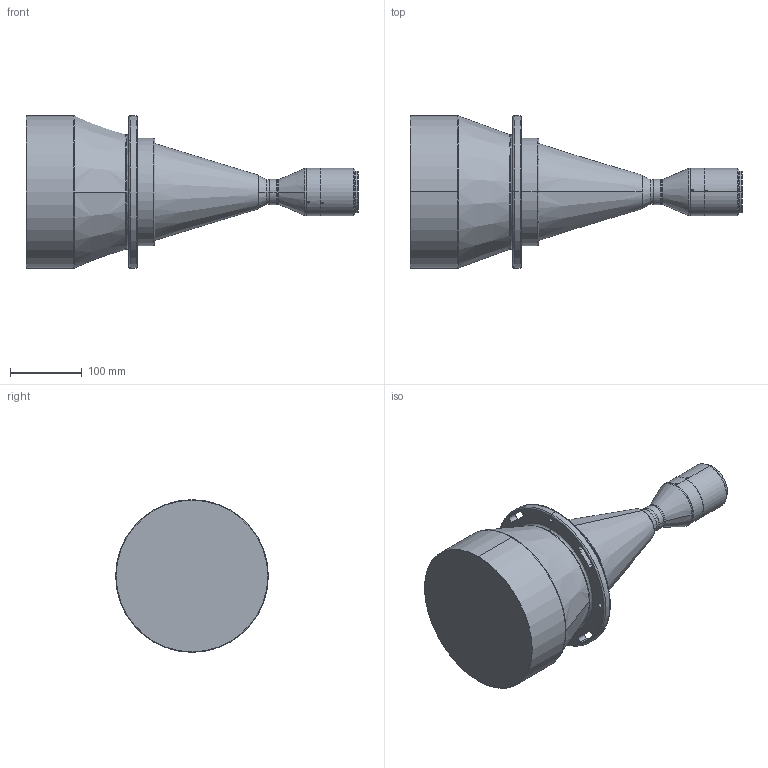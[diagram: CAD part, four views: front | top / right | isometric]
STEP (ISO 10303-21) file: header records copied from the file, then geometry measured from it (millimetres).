
FILE_DESCRIPTION (( 'STEP AP203' ), '1' );
FILE_NAME ('DTCM175-170-M58-AL.STEP', '2019-11-14T07:59:40', ( 'Windows 蚚誧' ), ( '' ), 'SwSTEP 2.0', 'SolidWorks 2017', '' );
FILE_SCHEMA (( 'CONFIG_CONTROL_DESIGN' ));
Length unit declared in the file: millimetre
Products named in the file (1): DTCM175-170-M58-AL
Bounding box: 461.7 x 212 x 212 mm (x, y, z)
Volume: 6597850.9 mm3; surface area: 256923.5 mm2
Topology: 1 solids, 1 shells, 126 faces, 310 edges, 190 vertices
Faces by surface type: cylinder 66, cone 30, bspline 18, plane 12
Entity records: 4683 total; most frequent: CARTESIAN_POINT 1691, DIRECTION 638, ORIENTED_EDGE 596, EDGE_CURVE 298, AXIS2_PLACEMENT_3D 271, VERTEX_POINT 190, CIRCLE 162, EDGE_LOOP 158
